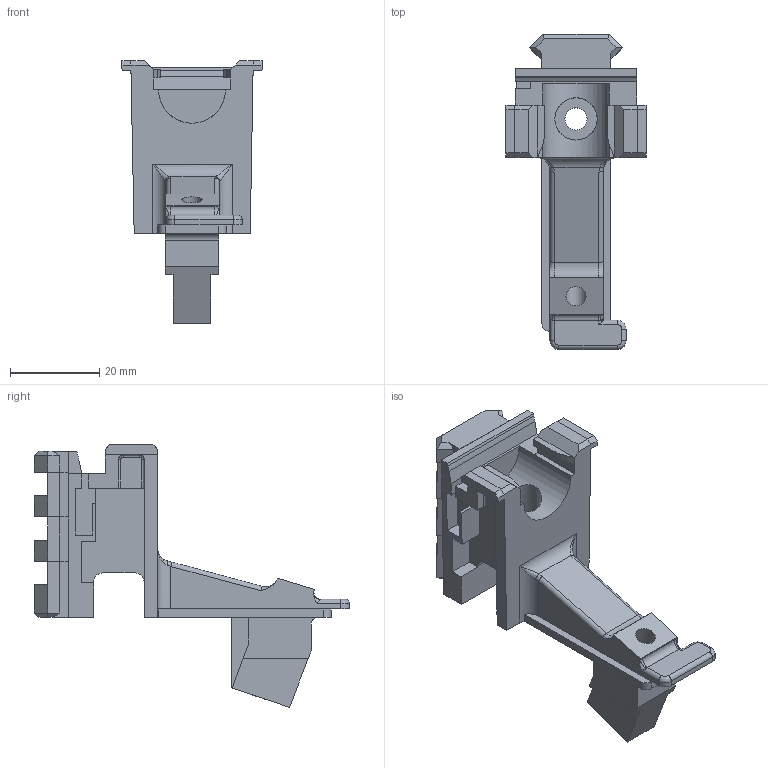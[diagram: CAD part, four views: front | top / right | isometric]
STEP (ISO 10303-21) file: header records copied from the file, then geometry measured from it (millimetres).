
FILE_DESCRIPTION(/* description */ (''),/* implementation_level */ '2;1');
FILE_NAME(/* name */ 'ストック基部M5・20mm v1.step',/* time_stamp */ '2021-10-15T10:28:48+09:00',/* author */ (''),/* organization */ (''),/* preprocessor_version */ 'ST-DEVELOPER v18.1',/* originating_system */ 'Autodesk Translation Framework v10.10.0.1391',/* authorisation */ '');
FILE_SCHEMA (('AUTOMOTIVE_DESIGN { 1 0 10303 214 3 1 1 }'));
Length unit declared in the file: millimetre
Products named in the file (2): ストック基部M5・20mm; 0
Assembly tree (1 placements, depth 2):
  ストック基部M5・20mm
    0
Bounding box: 31.5 x 70.71 x 58.99 mm (x, y, z)
Volume: 20981.9 mm3; surface area: 12427.6 mm2
Topology: 5 solids, 5 shells, 216 faces, 573 edges, 365 vertices
Faces by surface type: plane 162, cylinder 37, bspline 15, sphere 2
Full cylindrical faces by diameter (mm): 4.5 x1, 5 x1, 9.5 x1
Entity records: 7155 total; most frequent: CARTESIAN_POINT 1742, ORIENTED_EDGE 1138, DIRECTION 1065, EDGE_CURVE 569, LINE 467, VECTOR 467, VERTEX_POINT 365, AXIS2_PLACEMENT_3D 299
